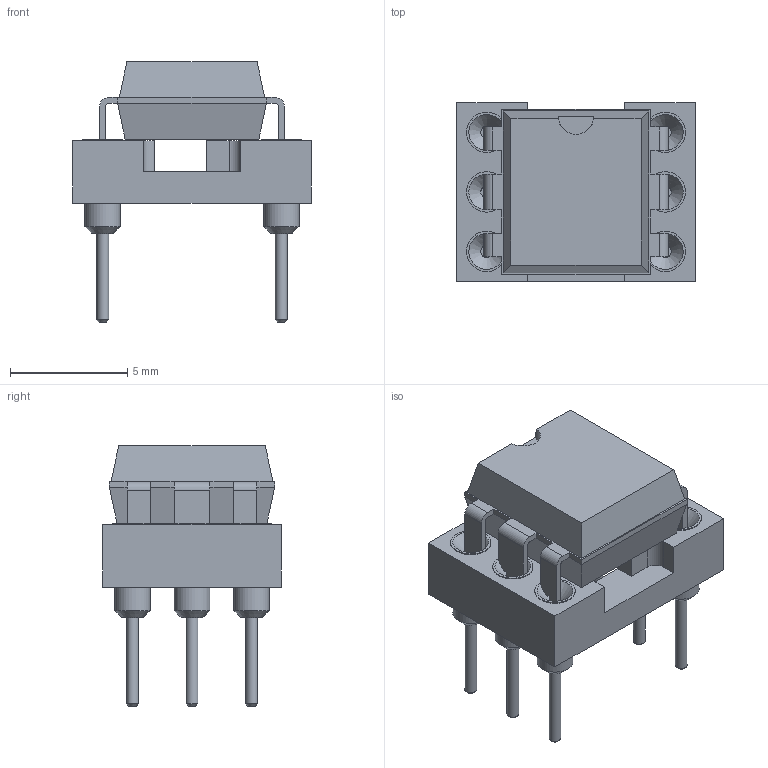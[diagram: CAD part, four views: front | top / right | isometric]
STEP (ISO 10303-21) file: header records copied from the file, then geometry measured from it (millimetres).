
FILE_DESCRIPTION(('FreeCAD Model'),'2;1');
FILE_NAME('DIP_6_W762mm_Socket_sp.step', '2019-02-25T14:10:25',('kicad StepUp'),('ksu MCAD'), 'Open CASCADE STEP processor 7.2','FreeCAD','Unknown');
FILE_SCHEMA(('AUTOMOTIVE_DESIGN { 1 0 10303 214 1 1 1 1 }'));
Length unit declared in the file: millimetre
Products named in the file (1): DIP_6_W762mm_Socket_sp
Bounding box: 10.16 x 7.62 x 11.11 mm (x, y, z)
Volume: 301.4 mm3; surface area: 564.5 mm2
Topology: 1 solids, 1 shells, 242 faces, 670 edges, 433 vertices
Faces by surface type: plane 137, cylinder 69, cone 18, bspline 18
Full cylindrical faces by diameter (mm): 0.508 x6, 1.524 x6, 1.724 x6
Entity records: 9791 total; most frequent: CARTESIAN_POINT 1716, DIRECTION 1345, ORIENTED_EDGE 1340, EDGE_CURVE 670, AXIS2_PLACEMENT_3D 469, VERTEX_POINT 433, LINE 407, VECTOR 407
